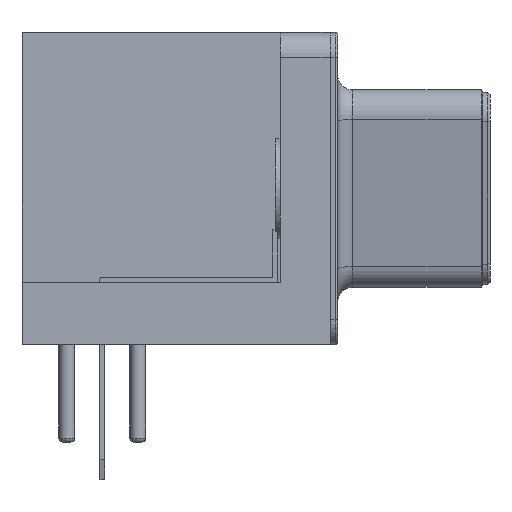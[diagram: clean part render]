
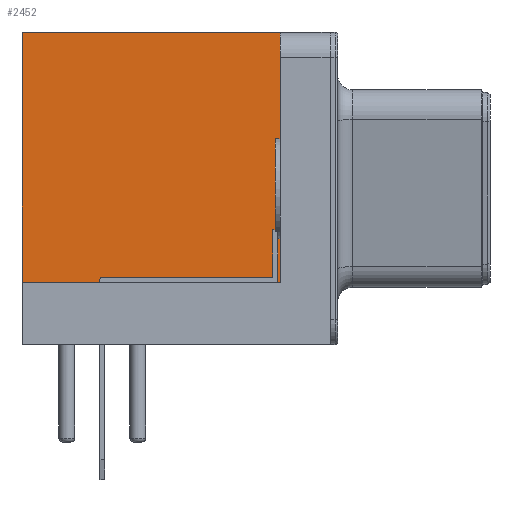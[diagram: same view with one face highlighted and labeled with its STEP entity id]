
A CAD part, left-side view. The second image highlights one B-rep face of the part: STEP entity #2452.
In plain terms, the highlighted planar face has unit normal (-1, 0, 0).
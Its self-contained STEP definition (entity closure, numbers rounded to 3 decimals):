
#37=DIRECTION('',(1.,0.,0.));
#74=DIRECTION('',(0.,1.,0.));
#203=DIRECTION('',(0.,0.,1.));
#1510=VECTOR('',#203,1.);
#2059=VECTOR('',#74,1.);
#2073=VERTEX_POINT('',#2074);
#2074=CARTESIAN_POINT('',(-15.44,1.8,12.5));
#2077=ORIENTED_EDGE('',*,*,#2078,.F.);
#2078=EDGE_CURVE('',#2079,#2073,#2081,.T.);
#2079=VERTEX_POINT('',#2080);
#2080=CARTESIAN_POINT('',(-15.44,-8.54,12.5));
#2081=LINE('',#2082,#2059);
#2082=CARTESIAN_POINT('',(-15.44,-9.54,12.5));
#2432=VERTEX_POINT('',#2433);
#2433=CARTESIAN_POINT('',(-15.44,-8.54,2.5));
#2437=EDGE_CURVE('',#2432,#2079,#2438,.T.);
#2438=LINE('',#2433,#1510);
#2452=ADVANCED_FACE('',(#2453),#2465,.F.);
#2453=FACE_BOUND('',#2454,.F.);
#2454=EDGE_LOOP('',(#2455,#2456,#2461,#2077));
#2455=ORIENTED_EDGE('',*,*,#2437,.F.);
#2456=ORIENTED_EDGE('',*,*,#2457,.T.);
#2457=EDGE_CURVE('',#2432,#2458,#2460,.T.);
#2458=VERTEX_POINT('',#2459);
#2459=CARTESIAN_POINT('',(-15.44,1.8,2.5));
#2460=LINE('',#2433,#2059);
#2461=ORIENTED_EDGE('',*,*,#2462,.T.);
#2462=EDGE_CURVE('',#2458,#2073,#2463,.T.);
#2463=LINE('',#2464,#1510);
#2464=CARTESIAN_POINT('',(-15.44,1.8,4.375));
#2465=PLANE('',#2466);
#2466=AXIS2_PLACEMENT_3D('',#2433,#37,#203);
